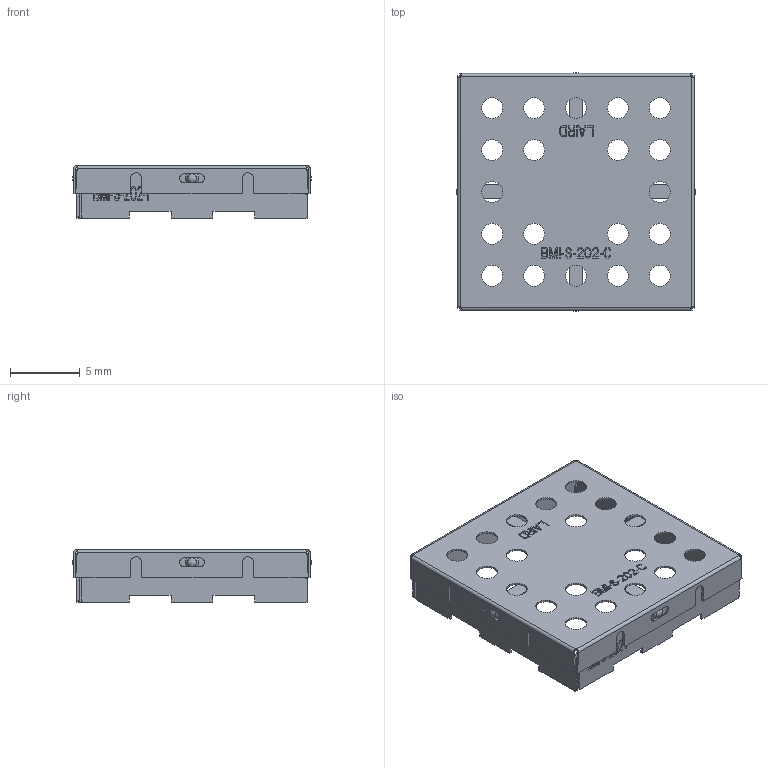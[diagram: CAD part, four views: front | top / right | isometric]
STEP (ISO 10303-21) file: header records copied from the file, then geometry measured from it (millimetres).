
FILE_DESCRIPTION(('STEP AP214'), '1');
FILE_NAME('Laird-BMI-S-202-F', '', ('UNSPECIFIED'), ('UNSPECIFIED'), 'ASCON STEP Converter 1.3', 'ASCON Math Kernel', '');
FILE_SCHEMA(('AUTOMOTIVE_DESIGN { 1 0 10303 214 3 1 1}'));
Length unit declared in the file: millimetre
Products named in the file (4): Laird-DEFAULT_Laird-BMI-S-202-F  and  BMI-S-202-C_BMI-S-202-F; Laird-DEFAULT_Laird-BMI-S-202-F  and  BMI-S-202-C_BMI-S-202-C
Assembly tree (3 placements, depth 3):
  Laird-DEFAULT_Laird-BMI-S-202-F  and  BMI-S-202-C_BMI-S-202-F
    (unnamed)
    Laird-DEFAULT_Laird-BMI-S-202-F  and  BMI-S-202-C_BMI-S-202-C
      (unnamed)
Bounding box: 17.1 x 17.1 x 3.75 mm (x, y, z)
Volume: 108.5 mm3; surface area: 1418.3 mm2
Topology: 2 solids, 2 shells, 992 faces, 2744 edges, 1808 vertices
Faces by surface type: plane 832, cylinder 112, bspline 32, cone 8, sphere 8
Full cylindrical faces by diameter (mm): 1.5 x20
Entity records: 40163 total; most frequent: CARTESIAN_POINT 6743, ORIENTED_EDGE 5432, DIRECTION 4775, EDGE_CURVE 2716, LINE 2423, VECTOR 2423, VERTEX_POINT 1808, AXIS2_PLACEMENT_3D 1176
